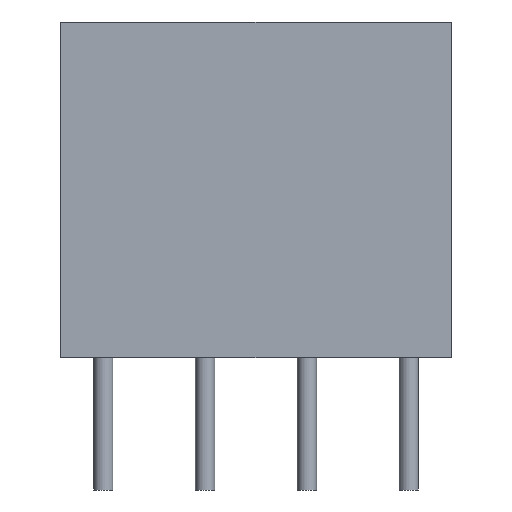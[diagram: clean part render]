
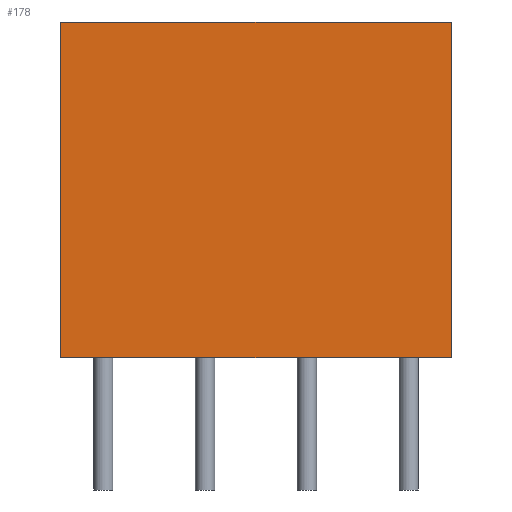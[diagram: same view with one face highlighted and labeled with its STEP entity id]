
A CAD part, front view. The second image highlights one B-rep face of the part: STEP entity #178.
In plain terms, the highlighted planar face has unit normal (0, -1, 0).
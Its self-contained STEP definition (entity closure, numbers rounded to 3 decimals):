
#178=ADVANCED_FACE('',(#184),#179,.F.);
#179=PLANE('',#180);
#180=AXIS2_PLACEMENT_3D('',#181,#182,#183);
#181=CARTESIAN_POINT('Origin',(-1.954,-3.505,0.0));
#182=DIRECTION('center_axis',(0.0,1.0,0.0));
#183=DIRECTION('ref_axis',(0.,0.,1.));
#184=FACE_OUTER_BOUND('',#185,.T.);
#185=EDGE_LOOP('',(#186,#196,#206,#216));
#186=ORIENTED_EDGE('',*,*,#187,.F.);
#187=EDGE_CURVE('',#188,#190,#192,.T.);
#188=VERTEX_POINT('',#189);
#189=CARTESIAN_POINT('',(16.054,-3.505,0.0));
#190=VERTEX_POINT('',#191);
#191=CARTESIAN_POINT('',(-1.954,-3.505,0.0));
#192=LINE('',#193,#194);
#193=CARTESIAN_POINT('',(16.054,-3.505,0.0));
#194=VECTOR('',#195,18.009);
#195=DIRECTION('',(-1.0,0.0,0.0));
#196=ORIENTED_EDGE('',*,*,#197,.F.);
#197=EDGE_CURVE('',#198,#200,#202,.T.);
#198=VERTEX_POINT('',#199);
#199=CARTESIAN_POINT('',(16.054,-3.505,15.494));
#200=VERTEX_POINT('',#189);
#202=LINE('',#203,#204);
#203=CARTESIAN_POINT('',(16.054,-3.505,15.494));
#204=VECTOR('',#205,15.494);
#205=DIRECTION('',(0.0,0.0,-1.0));
#206=ORIENTED_EDGE('',*,*,#207,.F.);
#207=EDGE_CURVE('',#208,#210,#212,.T.);
#208=VERTEX_POINT('',#209);
#209=CARTESIAN_POINT('',(-1.954,-3.505,15.494));
#210=VERTEX_POINT('',#199);
#212=LINE('',#213,#214);
#213=CARTESIAN_POINT('',(-1.954,-3.505,15.494));
#214=VECTOR('',#215,18.009);
#215=DIRECTION('',(1.0,0.0,0.0));
#216=ORIENTED_EDGE('',*,*,#217,.F.);
#217=EDGE_CURVE('',#218,#220,#222,.T.);
#218=VERTEX_POINT('',#191);
#220=VERTEX_POINT('',#209);
#222=LINE('',#223,#224);
#223=CARTESIAN_POINT('',(-1.954,-3.505,0.0));
#224=VECTOR('',#225,15.494);
#225=DIRECTION('',(0.0,0.0,1.0));
